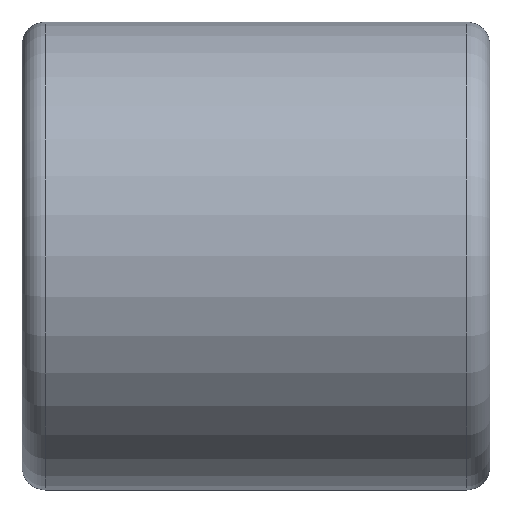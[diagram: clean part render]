
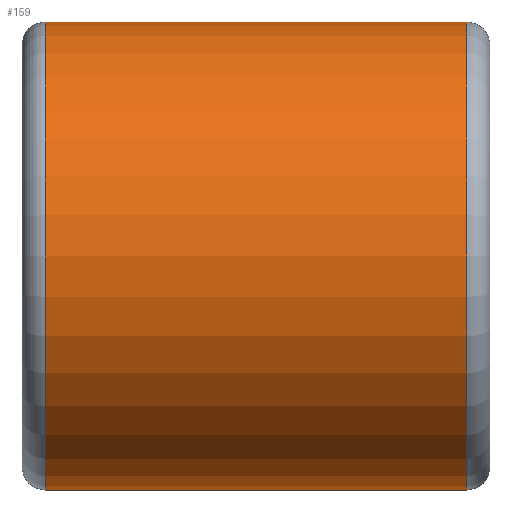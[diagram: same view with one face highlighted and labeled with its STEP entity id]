
A CAD part, left-side view. The second image highlights one B-rep face of the part: STEP entity #159.
In plain terms, the highlighted cylindrical face has radius 5 mm (diameter 10 mm), a partial arc.
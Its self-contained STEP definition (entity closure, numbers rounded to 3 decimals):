
#7 = EDGE_CURVE ( 'NONE', #449, #103, #376, .T. ) ;
#20 = CYLINDRICAL_SURFACE ( 'NONE', #375, 5. ) ;
#23 = CIRCLE ( 'NONE', #387, 5. ) ;
#58 = CIRCLE ( 'NONE', #106, 5. ) ;
#71 = DIRECTION ( 'NONE',  ( 0., 0., -1. ) ) ;
#101 = CARTESIAN_POINT ( 'NONE',  ( 0., 33.565, -5. ) ) ;
#103 = VERTEX_POINT ( 'NONE', #341 ) ;
#105 = DIRECTION ( 'NONE',  ( 0., -1., 0. ) ) ;
#106 = AXIS2_PLACEMENT_3D ( 'NONE', #362, #348, #333 ) ;
#136 = CARTESIAN_POINT ( 'NONE',  ( 0., 4.5, 0. ) ) ;
#142 = EDGE_CURVE ( 'NONE', #441, #226, #163, .T. ) ;
#159 = ADVANCED_FACE ( 'NONE', ( #289 ), #20, .T. ) ;
#163 = LINE ( 'NONE', #101, #393 ) ;
#191 = CARTESIAN_POINT ( 'NONE',  ( 0., -4.5, -5. ) ) ;
#198 = VECTOR ( 'NONE', #425, 1000. ) ;
#208 = DIRECTION ( 'NONE',  ( 0., 0., 1. ) ) ;
#224 = DIRECTION ( 'NONE',  ( 0., 1., 0. ) ) ;
#226 = VERTEX_POINT ( 'NONE', #422 ) ;
#235 = EDGE_CURVE ( 'NONE', #441, #449, #58, .T. ) ;
#238 = CARTESIAN_POINT ( 'NONE',  ( 0., -4.5, 5. ) ) ;
#248 = CARTESIAN_POINT ( 'NONE',  ( 0., 33.565, 0. ) ) ;
#289 = FACE_OUTER_BOUND ( 'NONE', #437, .T. ) ;
#297 = DIRECTION ( 'NONE',  ( 0., 1., 0. ) ) ;
#333 = DIRECTION ( 'NONE',  ( 0., 0., 1. ) ) ;
#341 = CARTESIAN_POINT ( 'NONE',  ( 0., 4.5, 5. ) ) ;
#348 = DIRECTION ( 'NONE',  ( 0., 1., 0. ) ) ;
#353 = ORIENTED_EDGE ( 'NONE', *, *, #385, .T. ) ;
#355 = ORIENTED_EDGE ( 'NONE', *, *, #235, .T. ) ;
#359 = ORIENTED_EDGE ( 'NONE', *, *, #142, .F. ) ;
#362 = CARTESIAN_POINT ( 'NONE',  ( 0., -4.5, 0. ) ) ;
#363 = ORIENTED_EDGE ( 'NONE', *, *, #7, .T. ) ;
#375 = AXIS2_PLACEMENT_3D ( 'NONE', #248, #224, #208 ) ;
#376 = LINE ( 'NONE', #413, #198 ) ;
#385 = EDGE_CURVE ( 'NONE', #103, #226, #23, .T. ) ;
#387 = AXIS2_PLACEMENT_3D ( 'NONE', #136, #105, #71 ) ;
#393 = VECTOR ( 'NONE', #297, 1000. ) ;
#413 = CARTESIAN_POINT ( 'NONE',  ( 0., 33.565, 5. ) ) ;
#422 = CARTESIAN_POINT ( 'NONE',  ( 0., 4.5, -5. ) ) ;
#425 = DIRECTION ( 'NONE',  ( 0., 1., 0. ) ) ;
#437 = EDGE_LOOP ( 'NONE', ( #359, #355, #363, #353 ) ) ;
#441 = VERTEX_POINT ( 'NONE', #191 ) ;
#449 = VERTEX_POINT ( 'NONE', #238 ) ;
